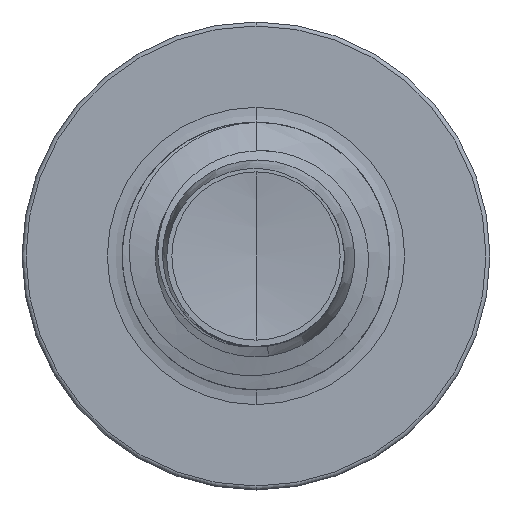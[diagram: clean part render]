
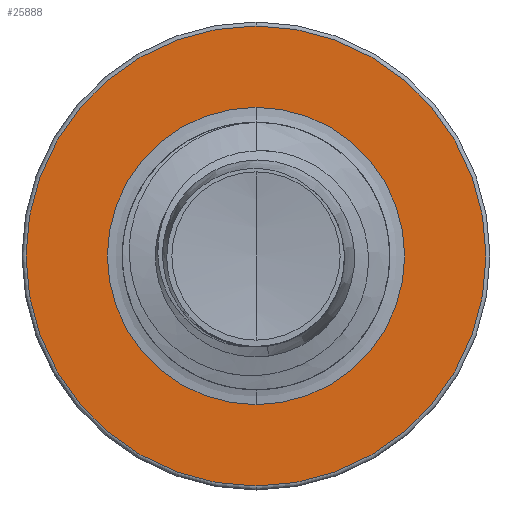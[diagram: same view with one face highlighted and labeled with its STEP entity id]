
A CAD part, front view. The second image highlights one B-rep face of the part: STEP entity #25888.
In plain terms, the highlighted planar face has unit normal (0, -1, 0).
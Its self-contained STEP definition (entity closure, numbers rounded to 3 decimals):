
#241 = EDGE_LOOP ( 'NONE', ( #21163, #33212 ) ) ;
#371 = FACE_BOUND ( 'NONE', #5844, .T. ) ;
#486 = ORIENTED_EDGE ( 'NONE', *, *, #32743, .T. ) ;
#3242 = CARTESIAN_POINT ( 'NONE',  ( 0., 9., 0. ) ) ;
#3280 = AXIS2_PLACEMENT_3D ( 'NONE', #26128, #10648, #28592 ) ;
#3952 = CARTESIAN_POINT ( 'NONE',  ( 0., 9., 1.112 ) ) ;
#4714 = DIRECTION ( 'NONE',  ( 0., 1., 0. ) ) ;
#4884 = VERTEX_POINT ( 'NONE', #33429 ) ;
#5302 = CIRCLE ( 'NONE', #21649, 1.72 ) ;
#5799 = CARTESIAN_POINT ( 'NONE',  ( 0., 9., 1.72 ) ) ;
#5844 = EDGE_LOOP ( 'NONE', ( #20265, #486 ) ) ;
#6054 = DIRECTION ( 'NONE',  ( 0., 0., 1. ) ) ;
#6132 = VERTEX_POINT ( 'NONE', #11782 ) ;
#6993 = FACE_OUTER_BOUND ( 'NONE', #241, .T. ) ;
#9378 = DIRECTION ( 'NONE',  ( 0., 1., 0. ) ) ;
#10648 = DIRECTION ( 'NONE',  ( 0., 1., 0. ) ) ;
#11782 = CARTESIAN_POINT ( 'NONE',  ( 0., 9., -1.112 ) ) ;
#14044 = AXIS2_PLACEMENT_3D ( 'NONE', #20698, #4714, #23212 ) ;
#15004 = CIRCLE ( 'NONE', #17282, 1.72 ) ;
#15993 = DIRECTION ( 'NONE',  ( 0., 1., 0. ) ) ;
#17282 = AXIS2_PLACEMENT_3D ( 'NONE', #3242, #21913, #6054 ) ;
#18199 = EDGE_CURVE ( 'NONE', #4884, #18856, #15004, .T. ) ;
#18856 = VERTEX_POINT ( 'NONE', #5799 ) ;
#19953 = EDGE_CURVE ( 'NONE', #29953, #6132, #22310, .T. ) ;
#20265 = ORIENTED_EDGE ( 'NONE', *, *, #19953, .T. ) ;
#20698 = CARTESIAN_POINT ( 'NONE',  ( 0., 9., 0. ) ) ;
#21163 = ORIENTED_EDGE ( 'NONE', *, *, #22784, .F. ) ;
#21649 = AXIS2_PLACEMENT_3D ( 'NONE', #24984, #9378, #27455 ) ;
#21913 = DIRECTION ( 'NONE',  ( 0., 1., 0. ) ) ;
#22310 = CIRCLE ( 'NONE', #3280, 1.112 ) ;
#22784 = EDGE_CURVE ( 'NONE', #18856, #4884, #5302, .T. ) ;
#23212 = DIRECTION ( 'NONE',  ( 0., 0., 1. ) ) ;
#24984 = CARTESIAN_POINT ( 'NONE',  ( 0., 9., 0. ) ) ;
#25888 = ADVANCED_FACE ( 'NONE', ( #6993, #371 ), #33207, .F. ) ;
#26128 = CARTESIAN_POINT ( 'NONE',  ( 0., 9., 0. ) ) ;
#26462 = AXIS2_PLACEMENT_3D ( 'NONE', #28617, #15993, #33645 ) ;
#27455 = DIRECTION ( 'NONE',  ( 0., 0., 1. ) ) ;
#28592 = DIRECTION ( 'NONE',  ( 0., 0., 1. ) ) ;
#28617 = CARTESIAN_POINT ( 'NONE',  ( 0., 9., -1.112 ) ) ;
#29949 = CIRCLE ( 'NONE', #14044, 1.112 ) ;
#29953 = VERTEX_POINT ( 'NONE', #3952 ) ;
#32743 = EDGE_CURVE ( 'NONE', #6132, #29953, #29949, .T. ) ;
#33207 = PLANE ( 'NONE',  #26462 ) ;
#33212 = ORIENTED_EDGE ( 'NONE', *, *, #18199, .F. ) ;
#33429 = CARTESIAN_POINT ( 'NONE',  ( 0., 9., -1.72 ) ) ;
#33645 = DIRECTION ( 'NONE',  ( 0., 0., 1. ) ) ;
